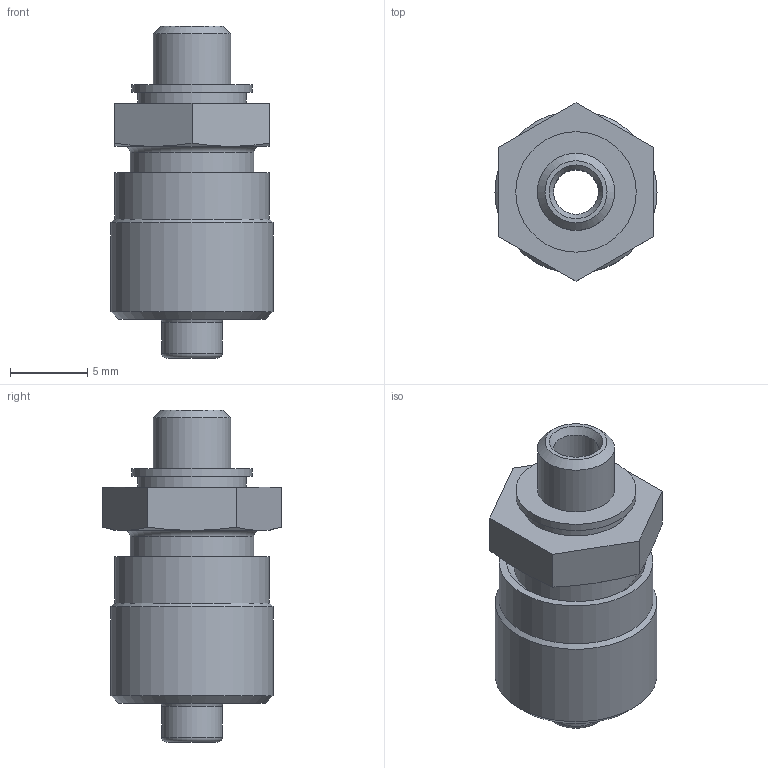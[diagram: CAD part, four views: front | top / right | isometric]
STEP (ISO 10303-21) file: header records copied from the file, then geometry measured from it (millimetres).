
FILE_DESCRIPTION(/* description */ ('STEP AP214'),/* implementation_level */ '2;1');
FILE_NAME(/* name */ '3562_CK-M5-PK-4',/* time_stamp */ '2024-08-05T17:34:28+02:00',/* author */ ('License CC BY-ND 4.0'),/* organization */ ('CADENAS'),/* preprocessor_version */ 'ST-DEVELOPER v19.3',/* originating_system */ 'PARTsolutions',/* authorisation */ ' ');
FILE_SCHEMA (('AUTOMOTIVE_DESIGN {1 0 10303 214 3 1 1}'));
Length unit declared in the file: millimetre
Products named in the file (1): 3562 CK-M5-PK-4
Bounding box: 10.5 x 11.55 x 21.5 mm (x, y, z)
Volume: 1053.8 mm3; surface area: 1170.9 mm2
Topology: 1 solids, 1 shells, 44 faces, 87 edges, 52 vertices
Faces by surface type: plane 15, cone 14, cylinder 11, torus 4
Full cylindrical faces by diameter (mm): 2.9 x1, 3.9 x1, 4.7 x1, 5 x1, 6.2 x1, 6.917 x1, 7 x1, 7.8 x1, 8 x1, 10 x1, 10.5 x1
Entity records: 1331 total; most frequent: CARTESIAN_POINT 191, DIRECTION 176, ORIENTED_EDGE 122, AXIS2_PLACEMENT_3D 82, EDGE_LOOP 76, FACE_BOUND 76, EDGE_CURVE 61, VERTEX_POINT 49
